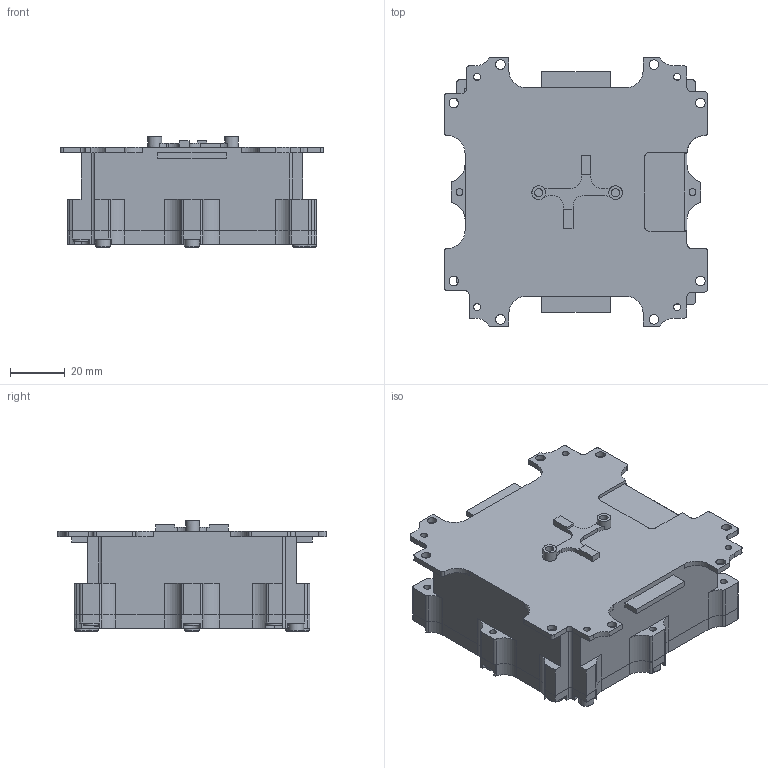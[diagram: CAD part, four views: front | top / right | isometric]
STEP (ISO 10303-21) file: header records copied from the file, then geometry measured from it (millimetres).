
FILE_DESCRIPTION(/* description */ (''),/* implementation_level */ '2;1');
FILE_NAME(/* name */ 'Germination.1.0.0.stp',/* time_stamp */ '2020-10-22T06:52:15-07:00',/* author */ ('Bradley'),/* organization */ (''),/* preprocessor_version */ 'ST-DEVELOPER v16.13',/* originating_system */ 'Autodesk Inventor 2018',/* authorisation */ '');
FILE_SCHEMA (('AUTOMOTIVE_DESIGN { 1 0 10303 214 3 1 1 }'));
Length unit declared in the file: millimetre
Products named in the file (5): Germination; Germination_Bottom; Germination_Top; 48-0362; Bolt_M3x0.35_6mm_SH
Assembly tree (11 placements, depth 2):
  Germination
    Germination_Bottom
    Germination_Top
    48-0362  x3
    Bolt_M3x0.35_6mm_SH  x6
Bounding box: 96 x 98 x 40.3 mm (x, y, z)
Volume: 82411 mm3; surface area: 52767.7 mm2
Topology: 11 solids, 11 shells, 591 faces, 1446 edges, 910 vertices
Faces by surface type: plane 290, cylinder 214, cone 78, torus 9
Full cylindrical faces by diameter (mm): 1.6 x16, 2.5 x16, 3 x11, 3.4 x6, 3.5 x8, 3.8 x3, 5 x2, 5.5 x9, 6 x2
Entity records: 13898 total; most frequent: DIRECTION 2437, CARTESIAN_POINT 2372, ORIENTED_EDGE 2232, EDGE_CURVE 1116, AXIS2_PLACEMENT_3D 879, VERTEX_POINT 770, LINE 679, VECTOR 679
